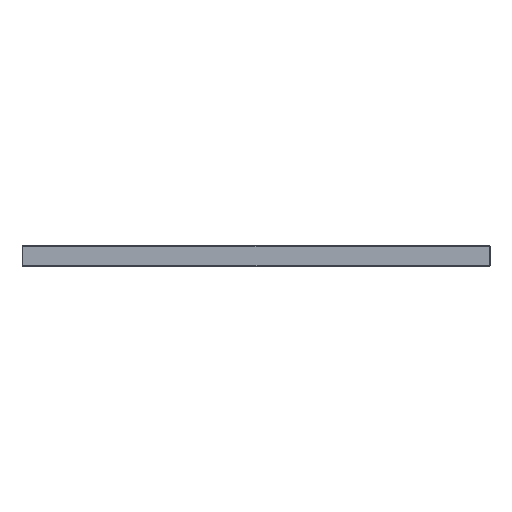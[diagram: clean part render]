
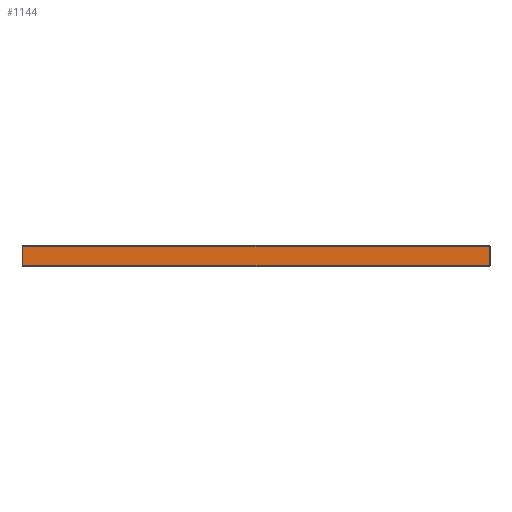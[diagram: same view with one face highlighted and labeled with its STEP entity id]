
A CAD part, left-side view. The second image highlights one B-rep face of the part: STEP entity #1144.
In plain terms, the highlighted planar face has unit normal (-1, 0, 0).
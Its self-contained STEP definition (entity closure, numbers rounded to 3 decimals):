
#515=B_SPLINE_CURVE_WITH_KNOTS('',3,(#10859,#10860,#10861,#10862,#10863,
#10864,#10865,#10866,#10867,#10868,#10869,#10870,#10871,#10872,#10873,#10874),
 .UNSPECIFIED.,.F.,.F.,(4,3,3,3,3,4),(0.,0.007,0.036,
0.152,0.616,1.),.UNSPECIFIED.);
#516=B_SPLINE_CURVE_WITH_KNOTS('',3,(#10876,#10877,#10878,#10879,#10880,
#10881,#10882,#10883,#10884,#10885,#10886,#10887,#10888,#10889,#10890,#10891,
#10892,#10893,#10894,#10895,#10896,#10897,#10898,#10899,#10900),
 .UNSPECIFIED.,.F.,.F.,(4,3,3,3,3,3,3,3,4),(0.,0.007,0.033,
0.14,0.569,0.848,0.964,
0.993,1.),.UNSPECIFIED.);
#883=PLANE('',#6967);
#1144=ADVANCED_FACE('',(#1634),#883,.F.);
#1634=FACE_OUTER_BOUND('',#2059,.T.);
#2059=EDGE_LOOP('',(#3592,#3593,#3594,#3595,#3596));
#3592=ORIENTED_EDGE('',*,*,#5608,.F.);
#3593=ORIENTED_EDGE('',*,*,#5610,.T.);
#3594=ORIENTED_EDGE('',*,*,#5594,.F.);
#3595=ORIENTED_EDGE('',*,*,#5611,.T.);
#3596=ORIENTED_EDGE('',*,*,#5612,.T.);
#4814=VERTEX_POINT('',#10823);
#4815=VERTEX_POINT('',#10824);
#4828=VERTEX_POINT('',#10853);
#4829=VERTEX_POINT('',#10855);
#4830=VERTEX_POINT('',#10875);
#5594=EDGE_CURVE('',#4814,#4815,#6225,.T.);
#5608=EDGE_CURVE('',#4828,#4829,#6232,.T.);
#5610=EDGE_CURVE('',#4828,#4815,#6233,.T.);
#5611=EDGE_CURVE('',#4814,#4830,#515,.T.);
#5612=EDGE_CURVE('',#4830,#4829,#516,.T.);
#6225=LINE('',#10822,#6483);
#6232=LINE('',#10854,#6490);
#6233=LINE('',#10858,#6491);
#6483=VECTOR('',#8126,1.);
#6490=VECTOR('',#8153,1.);
#6491=VECTOR('',#8158,1.);
#6967=AXIS2_PLACEMENT_3D('',#10901,#8159,#8160);
#8126=DIRECTION('',(0.,0.,-1.));
#8153=DIRECTION('',(0.,0.,1.));
#8158=DIRECTION('',(0.,-1.,0.));
#8159=DIRECTION('',(1.,0.,0.));
#8160=DIRECTION('',(0.,0.,-1.));
#10822=CARTESIAN_POINT('',(-600.,-448.5,39.));
#10823=CARTESIAN_POINT('',(-600.,-448.5,38.478));
#10824=CARTESIAN_POINT('',(-600.,-448.5,1.));
#10853=CARTESIAN_POINT('',(-600.,448.5,1.));
#10854=CARTESIAN_POINT('',(-600.,448.5,39.));
#10855=CARTESIAN_POINT('',(-600.,448.5,38.478));
#10858=CARTESIAN_POINT('',(-600.,-448.5,1.));
#10859=CARTESIAN_POINT('',(-600.,-448.5,38.478));
#10860=CARTESIAN_POINT('',(-600.,-447.417,38.466));
#10861=CARTESIAN_POINT('',(-600.,-446.335,38.462));
#10862=CARTESIAN_POINT('',(-600.,-445.252,38.462));
#10863=CARTESIAN_POINT('',(-600.,-440.922,38.462));
#10864=CARTESIAN_POINT('',(-600.,-436.592,38.462));
#10865=CARTESIAN_POINT('',(-600.,-432.262,38.462));
#10866=CARTESIAN_POINT('',(-600.,-414.941,38.462));
#10867=CARTESIAN_POINT('',(-600.,-397.62,38.462));
#10868=CARTESIAN_POINT('',(-600.,-380.299,38.462));
#10869=CARTESIAN_POINT('',(-600.,-311.015,38.462));
#10870=CARTESIAN_POINT('',(-600.,-241.731,38.462));
#10871=CARTESIAN_POINT('',(-600.,-172.447,38.462));
#10872=CARTESIAN_POINT('',(-600.,-114.965,38.462));
#10873=CARTESIAN_POINT('',(-600.,-57.482,38.462));
#10874=CARTESIAN_POINT('',(-600.,0.,38.462));
#10875=CARTESIAN_POINT('',(-600.,0.,38.462));
#10876=CARTESIAN_POINT('',(-600.,0.,38.462));
#10877=CARTESIAN_POINT('',(-600.,1.,38.462));
#10878=CARTESIAN_POINT('',(-600.,2.,38.462));
#10879=CARTESIAN_POINT('',(-600.,3.,38.462));
#10880=CARTESIAN_POINT('',(-600.,7.,38.462));
#10881=CARTESIAN_POINT('',(-600.,11.,38.462));
#10882=CARTESIAN_POINT('',(-600.,15.,38.462));
#10883=CARTESIAN_POINT('',(-600.,31.,38.462));
#10884=CARTESIAN_POINT('',(-600.,47.,38.462));
#10885=CARTESIAN_POINT('',(-600.,63.,38.462));
#10886=CARTESIAN_POINT('',(-600.,127.,38.462));
#10887=CARTESIAN_POINT('',(-600.,191.,38.462));
#10888=CARTESIAN_POINT('',(-600.,255.,38.462));
#10889=CARTESIAN_POINT('',(-600.,296.766,38.462));
#10890=CARTESIAN_POINT('',(-600.,338.532,38.462));
#10891=CARTESIAN_POINT('',(-600.,380.299,38.462));
#10892=CARTESIAN_POINT('',(-600.,397.62,38.462));
#10893=CARTESIAN_POINT('',(-600.,414.941,38.462));
#10894=CARTESIAN_POINT('',(-600.,432.262,38.462));
#10895=CARTESIAN_POINT('',(-600.,436.592,38.462));
#10896=CARTESIAN_POINT('',(-600.,440.922,38.462));
#10897=CARTESIAN_POINT('',(-600.,445.252,38.462));
#10898=CARTESIAN_POINT('',(-600.,446.335,38.462));
#10899=CARTESIAN_POINT('',(-600.,447.417,38.466));
#10900=CARTESIAN_POINT('',(-600.,448.5,38.478));
#10901=CARTESIAN_POINT('',(-600.,-448.5,39.));
